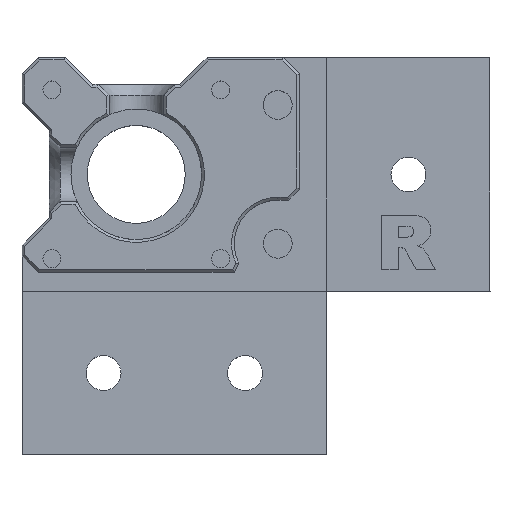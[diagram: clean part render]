
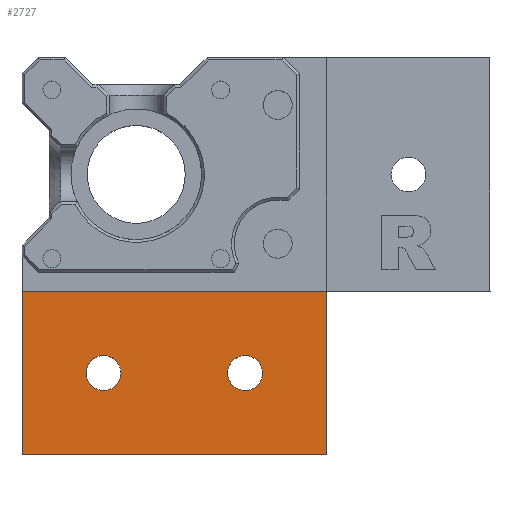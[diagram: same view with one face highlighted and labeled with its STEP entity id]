
A CAD part, top view. The second image highlights one B-rep face of the part: STEP entity #2727.
In plain terms, the highlighted planar face has unit normal (0, 0, 1).
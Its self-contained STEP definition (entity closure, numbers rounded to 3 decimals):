
#85=CIRCLE('',#2925,3.2);
#86=CIRCLE('',#2926,3.2);
#109=FACE_BOUND('',#478,.T.);
#110=FACE_BOUND('',#479,.T.);
#298=FACE_OUTER_BOUND('',#477,.T.);
#477=EDGE_LOOP('',(#2346,#2347,#2348,#2349));
#478=EDGE_LOOP('',(#2350));
#479=EDGE_LOOP('',(#2351));
#747=LINE('',#4617,#1043);
#752=LINE('',#4626,#1048);
#754=LINE('',#4629,#1050);
#768=LINE('',#4704,#1064);
#1043=VECTOR('',#3476,10.);
#1048=VECTOR('',#3483,10.);
#1050=VECTOR('',#3487,10.);
#1064=VECTOR('',#3533,10.);
#1154=VERTEX_POINT('',#4134);
#1304=VERTEX_POINT('',#4614);
#1305=VERTEX_POINT('',#4616);
#1308=VERTEX_POINT('',#4624);
#1316=VERTEX_POINT('',#4705);
#1317=VERTEX_POINT('',#4707);
#1647=EDGE_CURVE('',#1305,#1304,#747,.T.);
#1652=EDGE_CURVE('',#1304,#1308,#752,.T.);
#1654=EDGE_CURVE('',#1308,#1154,#754,.T.);
#1673=EDGE_CURVE('',#1154,#1305,#768,.T.);
#1674=EDGE_CURVE('',#1316,#1316,#85,.T.);
#1675=EDGE_CURVE('',#1317,#1317,#86,.T.);
#2346=ORIENTED_EDGE('',*,*,#1654,.T.);
#2347=ORIENTED_EDGE('',*,*,#1673,.T.);
#2348=ORIENTED_EDGE('',*,*,#1647,.T.);
#2349=ORIENTED_EDGE('',*,*,#1652,.T.);
#2350=ORIENTED_EDGE('',*,*,#1674,.T.);
#2351=ORIENTED_EDGE('',*,*,#1675,.T.);
#2573=PLANE('',#2924);
#2727=ADVANCED_FACE('',(#298,#109,#110),#2573,.T.);
#2924=AXIS2_PLACEMENT_3D('',#4703,#3531,#3532);
#2925=AXIS2_PLACEMENT_3D('',#4706,#3534,#3535);
#2926=AXIS2_PLACEMENT_3D('',#4708,#3536,#3537);
#3476=DIRECTION('',(0.,-1.,0.));
#3483=DIRECTION('',(1.,0.,0.));
#3487=DIRECTION('',(0.,1.,0.));
#3531=DIRECTION('center_axis',(0.,0.,1.));
#3532=DIRECTION('ref_axis',(1.,0.,0.));
#3533=DIRECTION('',(-1.,0.,0.));
#3534=DIRECTION('center_axis',(0.,0.,-1.));
#3535=DIRECTION('ref_axis',(-1.,0.,0.));
#3536=DIRECTION('center_axis',(0.,0.,-1.));
#3537=DIRECTION('ref_axis',(-1.,0.,0.));
#4134=CARTESIAN_POINT('',(66.,30.,6.));
#4614=CARTESIAN_POINT('',(10.,0.,6.));
#4616=CARTESIAN_POINT('',(10.,30.,6.));
#4617=CARTESIAN_POINT('',(10.,73.,6.));
#4624=CARTESIAN_POINT('',(66.,0.,6.));
#4626=CARTESIAN_POINT('',(10.,0.,6.));
#4629=CARTESIAN_POINT('',(66.,33.25,6.));
#4703=CARTESIAN_POINT('Origin',(53.,36.5,6.));
#4704=CARTESIAN_POINT('',(31.5,30.,6.));
#4705=CARTESIAN_POINT('',(54.2,15.,6.));
#4706=CARTESIAN_POINT('Origin',(51.,15.,6.));
#4707=CARTESIAN_POINT('',(28.2,15.,6.));
#4708=CARTESIAN_POINT('Origin',(25.,15.,6.));
